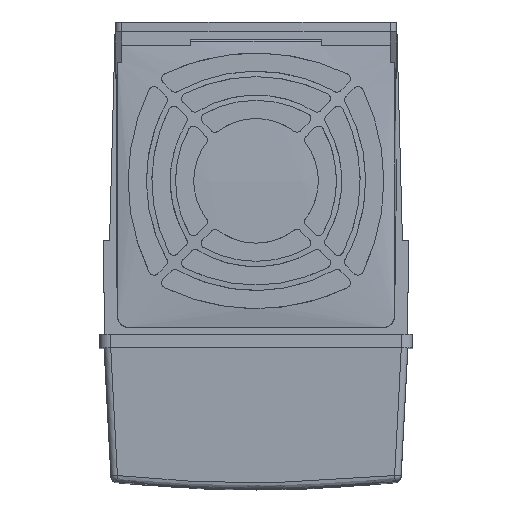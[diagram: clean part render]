
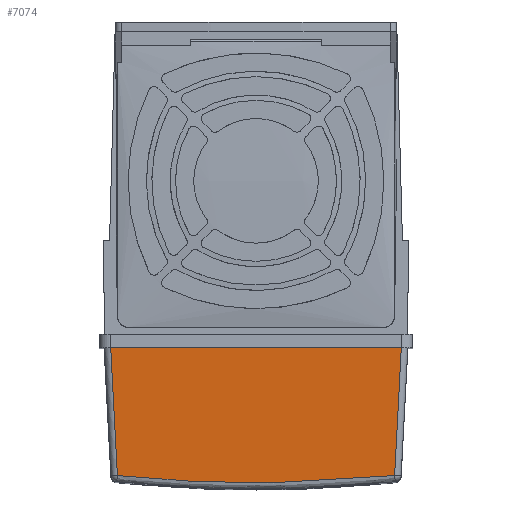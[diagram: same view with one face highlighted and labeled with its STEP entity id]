
A CAD part, top view. The second image highlights one B-rep face of the part: STEP entity #7074.
In plain terms, the highlighted planar face has unit normal (0, -0.052, 0.999).
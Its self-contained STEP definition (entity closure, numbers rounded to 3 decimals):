
#218=DIRECTION('',(-1.,0.,0.));
#219=VECTOR('',#218,132.979);
#220=CARTESIAN_POINT('',(66.193,-147.656,185.455));
#221=LINE('',#220,#219);
#271=DIRECTION('',(-0.052,0.997,0.052));
#272=VECTOR('',#271,58.75);
#273=CARTESIAN_POINT('',(-63.716,-206.246,182.384));
#274=LINE('',#273,#272);
#275=DIRECTION('',(-0.052,-0.997,-0.052));
#276=VECTOR('',#275,58.733);
#277=CARTESIAN_POINT('',(66.193,-147.656,185.455));
#278=LINE('',#277,#276);
#279=CARTESIAN_POINT('',(63.123,-206.229,182.385));
#280=CARTESIAN_POINT('',(49.059,-207.725,182.307));
#281=CARTESIAN_POINT('',(20.911,-209.721,182.203));
#282=CARTESIAN_POINT('',(-21.503,-209.726,182.202));
#283=CARTESIAN_POINT('',(-49.652,-207.738,182.306));
#284=CARTESIAN_POINT('',(-63.716,-206.246,182.384));
#286=CARTESIAN_POINT('',(66.193,-147.656,185.455));
#6518=VERTEX_POINT('',#286);
#6519=CARTESIAN_POINT('',(-66.787,-147.656,
185.455));
#6520=VERTEX_POINT('',#6519);
#6533=CARTESIAN_POINT('',(-63.716,-206.246,
182.384));
#6534=VERTEX_POINT('',#6533);
#6537=CARTESIAN_POINT('',(63.123,-206.229,182.385));
#6538=VERTEX_POINT('',#6537);
#7061=CARTESIAN_POINT('',(-0.297,-181.656,
183.673));
#7062=DIRECTION('',(0.,-0.052,0.999));
#7063=DIRECTION('',(-1.,0.,0.));
#7064=AXIS2_PLACEMENT_3D('',#7061,#7062,#7063);
#7065=PLANE('',#7064);
#7066=ORIENTED_EDGE('',*,*,#7043,.T.);
#7067=ORIENTED_EDGE('',*,*,#6972,.F.);
#7069=ORIENTED_EDGE('',*,*,#7068,.T.);
#7071=ORIENTED_EDGE('',*,*,#7070,.T.);
#7072=EDGE_LOOP('',(#7066,#7067,#7069,#7071));
#7073=FACE_OUTER_BOUND('',#7072,.F.);
#7074=ADVANCED_FACE('',(#7073),#7065,.T.);
#285=B_SPLINE_CURVE_WITH_KNOTS('',3,(#279,#280,#281,#282,#283,#284),
.UNSPECIFIED.,.F.,.F.,(4,1,1,4),(0.,0.333,0.667,1.),
.UNSPECIFIED.);
#6972=EDGE_CURVE('',#6518,#6520,#221,.T.);
#7043=EDGE_CURVE('',#6534,#6520,#274,.T.);
#7068=EDGE_CURVE('',#6518,#6538,#278,.T.);
#7070=EDGE_CURVE('',#6538,#6534,#285,.T.);
